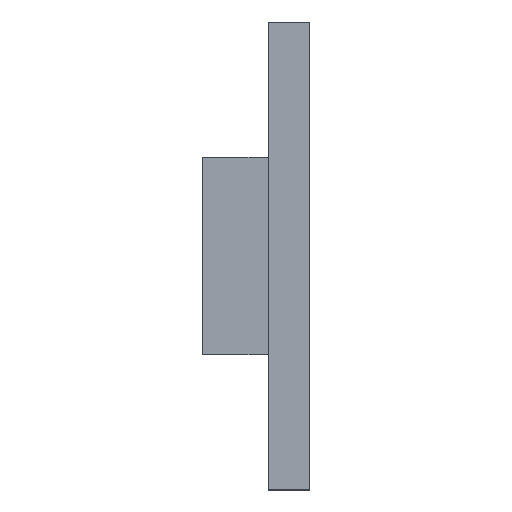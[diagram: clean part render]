
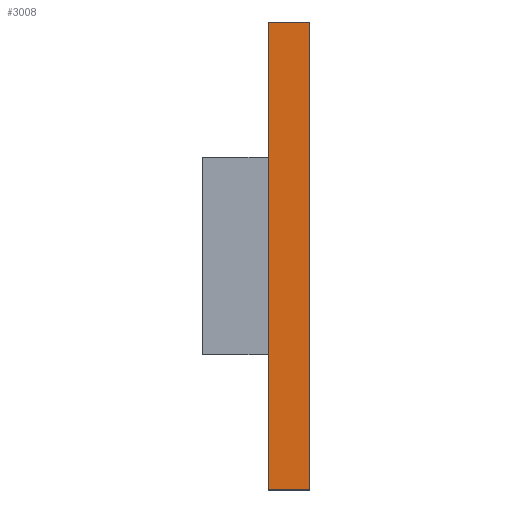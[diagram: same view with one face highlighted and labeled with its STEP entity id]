
A CAD part, left-side view. The second image highlights one B-rep face of the part: STEP entity #3008.
In plain terms, the highlighted planar face has unit normal (-1, 0, 0).
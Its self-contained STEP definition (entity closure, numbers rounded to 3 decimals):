
#25 = CARTESIAN_POINT ( 'NONE',  ( 0., 1.57, -8.89 ) ) ;
#57 = LINE ( 'NONE', #985, #3469 ) ;
#587 = EDGE_CURVE ( 'NONE', #3254, #1593, #2530, .T. ) ;
#952 = CARTESIAN_POINT ( 'NONE',  ( 0., 1.57, 8.89 ) ) ;
#984 = LINE ( 'NONE', #1892, #1062 ) ;
#985 = CARTESIAN_POINT ( 'NONE',  ( 0., 1.57, 8.89 ) ) ;
#994 = ORIENTED_EDGE ( 'NONE', *, *, #1013, .T. ) ;
#1013 = EDGE_CURVE ( 'NONE', #3477, #1593, #984, .T. ) ;
#1062 = VECTOR ( 'NONE', #1535, 1000. ) ;
#1186 = PLANE ( 'NONE',  #2056 ) ;
#1206 = DIRECTION ( 'NONE',  ( 0., -1., 0. ) ) ;
#1370 = DIRECTION ( 'NONE',  ( 1., 0., 0. ) ) ;
#1393 = EDGE_CURVE ( 'NONE', #1599, #3477, #2795, .T. ) ;
#1425 = CARTESIAN_POINT ( 'NONE',  ( 0., 1.57, 8.89 ) ) ;
#1535 = DIRECTION ( 'NONE',  ( 0., 0., 1. ) ) ;
#1593 = VERTEX_POINT ( 'NONE', #2649 ) ;
#1599 = VERTEX_POINT ( 'NONE', #2311 ) ;
#1616 = DIRECTION ( 'NONE',  ( 0., -1., 0. ) ) ;
#1695 = VECTOR ( 'NONE', #1206, 1000. ) ;
#1743 = VECTOR ( 'NONE', #1616, 1000. ) ;
#1892 = CARTESIAN_POINT ( 'NONE',  ( 0., 0., 8.89 ) ) ;
#2056 = AXIS2_PLACEMENT_3D ( 'NONE', #3432, #1370, #3135 ) ;
#2234 = EDGE_CURVE ( 'NONE', #1599, #3254, #57, .T. ) ;
#2311 = CARTESIAN_POINT ( 'NONE',  ( 0., 1.57, -8.89 ) ) ;
#2489 = CARTESIAN_POINT ( 'NONE',  ( 0., 0., -8.89 ) ) ;
#2530 = LINE ( 'NONE', #952, #1743 ) ;
#2649 = CARTESIAN_POINT ( 'NONE',  ( 0., 0., 8.89 ) ) ;
#2795 = LINE ( 'NONE', #25, #1695 ) ;
#3008 = ADVANCED_FACE ( 'NONE', ( #3905 ), #1186, .F. ) ;
#3108 = ORIENTED_EDGE ( 'NONE', *, *, #587, .F. ) ;
#3135 = DIRECTION ( 'NONE',  ( 0., 0., -1. ) ) ;
#3187 = ORIENTED_EDGE ( 'NONE', *, *, #2234, .F. ) ;
#3224 = ORIENTED_EDGE ( 'NONE', *, *, #1393, .T. ) ;
#3254 = VERTEX_POINT ( 'NONE', #1425 ) ;
#3296 = EDGE_LOOP ( 'NONE', ( #994, #3108, #3187, #3224 ) ) ;
#3432 = CARTESIAN_POINT ( 'NONE',  ( 0., 1.57, 8.89 ) ) ;
#3469 = VECTOR ( 'NONE', #3679, 1000. ) ;
#3477 = VERTEX_POINT ( 'NONE', #2489 ) ;
#3679 = DIRECTION ( 'NONE',  ( 0., 0., 1. ) ) ;
#3905 = FACE_OUTER_BOUND ( 'NONE', #3296, .T. ) ;
